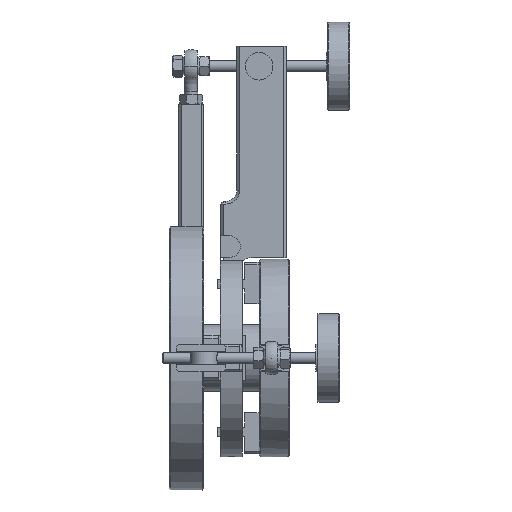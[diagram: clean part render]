
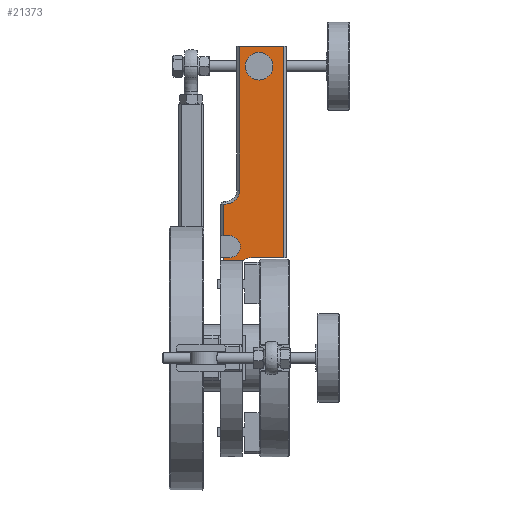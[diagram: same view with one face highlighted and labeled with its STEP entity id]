
A CAD part, left-side view. The second image highlights one B-rep face of the part: STEP entity #21373.
In plain terms, the highlighted planar face has unit normal (-1, 0, 0).
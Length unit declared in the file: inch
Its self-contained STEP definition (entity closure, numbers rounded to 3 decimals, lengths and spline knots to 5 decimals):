
#608 = AXIS2_PLACEMENT_3D ( 'NONE', #18628, #18643, #18645 ) ;
#619 = AXIS2_PLACEMENT_3D ( 'NONE', #18653, #18620, #18624 ) ;
#652 = AXIS2_PLACEMENT_3D ( 'NONE', #18987, #18766, #18695 ) ;
#663 = AXIS2_PLACEMENT_3D ( 'NONE', #19503, #19126, #19123 ) ;
#774 = AXIS2_PLACEMENT_3D ( 'NONE', #18084, #18197, #18086 ) ;
#2530 = LINE ( 'NONE', #20168, #2531 ) ;
#2531 = VECTOR ( 'NONE', #20170, 39.37008 ) ;
#2690 = LINE ( 'NONE', #20522, #2691 ) ;
#2691 = VECTOR ( 'NONE', #20523, 39.37008 ) ;
#6018 = EDGE_LOOP ( 'NONE', ( #15073, #15069, #23107, #15074, #15075, #15076, #15078, #15080, #15082, #15084, #15087, #15089, #15091, #15092 ) ) ;
#6294 = FACE_BOUND ( 'NONE', #6797, .T. ) ;
#6301 = FACE_OUTER_BOUND ( 'NONE', #6018, .T. ) ;
#6797 = EDGE_LOOP ( 'NONE', ( #15094, #15095 ) ) ;
#7185 = CARTESIAN_POINT ( 'NONE',  ( -0.315, -1.187, 3.795 ) ) ;
#7206 = DIRECTION ( 'NONE',  ( 1., 0., 0. ) ) ;
#7208 = DIRECTION ( 'NONE',  ( 0., 0., 1. ) ) ;
#7269 = PLANE ( 'NONE',  #21753 ) ;
#7812 = DIRECTION ( 'NONE',  ( 0., 0., -1. ) ) ;
#7813 = DIRECTION ( 'NONE',  ( -1., 0., 0. ) ) ;
#7814 = CARTESIAN_POINT ( 'NONE',  ( -0.315, -1.937, 6.6 ) ) ;
#9813 = LINE ( 'NONE', #18595, #9814 ) ;
#9814 = VECTOR ( 'NONE', #18602, 39.37008 ) ;
#9819 = CIRCLE ( 'NONE', #619, 0.25 ) ;
#9822 = CIRCLE ( 'NONE', #608, 0.25 ) ;
#9864 = LINE ( 'NONE', #18796, #9865 ) ;
#9865 = VECTOR ( 'NONE', #18764, 39.37008 ) ;
#9867 = CIRCLE ( 'NONE', #652, 0.3125 ) ;
#9902 = CIRCLE ( 'NONE', #663, 0.3125 ) ;
#9919 = VECTOR ( 'NONE', #18217, 39.37008 ) ;
#9922 = LINE ( 'NONE', #18451, #9919 ) ;
#9933 = CIRCLE ( 'NONE', #774, 0.25 ) ;
#9964 = LINE ( 'NONE', #18346, #9965 ) ;
#9965 = VECTOR ( 'NONE', #19030, 39.37008 ) ;
#9986 = LINE ( 'NONE', #18135, #9987 ) ;
#9987 = VECTOR ( 'NONE', #18373, 39.37008 ) ;
#13463 = CIRCLE ( 'NONE', #15297, 0.3125 ) ;
#13670 = LINE ( 'NONE', #18462, #13710 ) ;
#13708 = LINE ( 'NONE', #18431, #13709 ) ;
#13709 = VECTOR ( 'NONE', #18429, 39.37008 ) ;
#13710 = VECTOR ( 'NONE', #18468, 39.37008 ) ;
#13722 = LINE ( 'NONE', #18556, #13723 ) ;
#13723 = VECTOR ( 'NONE', #18558, 39.37008 ) ;
#14128 = CARTESIAN_POINT ( 'NONE',  ( -0.315, -1.4995, 3.795 ) ) ;
#14206 = CARTESIAN_POINT ( 'NONE',  ( -0.315, -1.4995, 7.05 ) ) ;
#14251 = CARTESIAN_POINT ( 'NONE',  ( -0.315, -1.512, 2.52 ) ) ;
#14283 = CARTESIAN_POINT ( 'NONE',  ( -0.315, -1.187, 3.4825 ) ) ;
#14297 = CARTESIAN_POINT ( 'NONE',  ( -0.315, -1.262, 2.77 ) ) ;
#14310 = CARTESIAN_POINT ( 'NONE',  ( -0.315, -1.562, 2.17 ) ) ;
#14365 = CARTESIAN_POINT ( 'NONE',  ( -0.315, -1.1245, 2.27 ) ) ;
#14414 = CARTESIAN_POINT ( 'NONE',  ( -0.315, -1.937, 6.9125 ) ) ;
#14435 = CARTESIAN_POINT ( 'NONE',  ( -0.315, -1.1245, 3.4825 ) ) ;
#14562 = CARTESIAN_POINT ( 'NONE',  ( -0.315, -1.937, 6.2875 ) ) ;
#14594 = CARTESIAN_POINT ( 'NONE',  ( -0.315, -2.4995, 7.05 ) ) ;
#14610 = CARTESIAN_POINT ( 'NONE',  ( -0.315, -1.1245, 2.17 ) ) ;
#14614 = CARTESIAN_POINT ( 'NONE',  ( -0.315, -1.762, 2.27 ) ) ;
#14731 = CARTESIAN_POINT ( 'NONE',  ( -0.315, -1.262, 2.27 ) ) ;
#14735 = CARTESIAN_POINT ( 'NONE',  ( -0.315, -2.4995, 2.27 ) ) ;
#14785 = CARTESIAN_POINT ( 'NONE',  ( -0.315, -1.1245, 2.77 ) ) ;
#15069 = ORIENTED_EDGE ( 'NONE', *, *, #15446, .F. ) ;
#15073 = ORIENTED_EDGE ( 'NONE', *, *, #15457, .F. ) ;
#15074 = ORIENTED_EDGE ( 'NONE', *, *, #15451, .T. ) ;
#15075 = ORIENTED_EDGE ( 'NONE', *, *, #15454, .T. ) ;
#15076 = ORIENTED_EDGE ( 'NONE', *, *, #22888, .T. ) ;
#15078 = ORIENTED_EDGE ( 'NONE', *, *, #22788, .T. ) ;
#15080 = ORIENTED_EDGE ( 'NONE', *, *, #15483, .T. ) ;
#15082 = ORIENTED_EDGE ( 'NONE', *, *, #15580, .T. ) ;
#15084 = ORIENTED_EDGE ( 'NONE', *, *, #15511, .T. ) ;
#15087 = ORIENTED_EDGE ( 'NONE', *, *, #15649, .T. ) ;
#15089 = ORIENTED_EDGE ( 'NONE', *, *, #15525, .T. ) ;
#15091 = ORIENTED_EDGE ( 'NONE', *, *, #15439, .F. ) ;
#15092 = ORIENTED_EDGE ( 'NONE', *, *, #15530, .F. ) ;
#15094 = ORIENTED_EDGE ( 'NONE', *, *, #15293, .F. ) ;
#15095 = ORIENTED_EDGE ( 'NONE', *, *, #15484, .F. ) ;
#15293 = EDGE_CURVE ( 'NONE', #23858, #24006, #13463, .T. ) ;
#15297 = AXIS2_PLACEMENT_3D ( 'NONE', #7814, #7813, #7812 ) ;
#15439 = EDGE_CURVE ( 'NONE', #23741, #24208, #13708, .T. ) ;
#15440 = EDGE_CURVE ( 'NONE', #23809, #24054, #13670, .T. ) ;
#15446 = EDGE_CURVE ( 'NONE', #23809, #24175, #13722, .T. ) ;
#15451 = EDGE_CURVE ( 'NONE', #24054, #23754, #9813, .T. ) ;
#15454 = EDGE_CURVE ( 'NONE', #23754, #24058, #9819, .T. ) ;
#15457 = EDGE_CURVE ( 'NONE', #24175, #23695, #9822, .T. ) ;
#15483 = EDGE_CURVE ( 'NONE', #24038, #23650, #9864, .T. ) ;
#15484 = EDGE_CURVE ( 'NONE', #24006, #23858, #9867, .T. ) ;
#15511 = EDGE_CURVE ( 'NONE', #23621, #23727, #9902, .T. ) ;
#15525 = EDGE_CURVE ( 'NONE', #23879, #24208, #9922, .T. ) ;
#15530 = EDGE_CURVE ( 'NONE', #23695, #23741, #9933, .T. ) ;
#15580 = EDGE_CURVE ( 'NONE', #23650, #23621, #9964, .T. ) ;
#15649 = EDGE_CURVE ( 'NONE', #23727, #23879, #9986, .T. ) ;
#18084 = CARTESIAN_POINT ( 'NONE',  ( -0.315, -1.262, 2.52 ) ) ;
#18086 = DIRECTION ( 'NONE',  ( 0., 1., 0. ) ) ;
#18135 = CARTESIAN_POINT ( 'NONE',  ( -0.315, -1.187, 3.4825 ) ) ;
#18197 = DIRECTION ( 'NONE',  ( -1., 0., 0. ) ) ;
#18217 = DIRECTION ( 'NONE',  ( 0., 0., -1. ) ) ;
#18346 = CARTESIAN_POINT ( 'NONE',  ( -0.315, -1.4995, 3.795 ) ) ;
#18373 = DIRECTION ( 'NONE',  ( 0., 1., 0. ) ) ;
#18429 = DIRECTION ( 'NONE',  ( 0., 1., 0. ) ) ;
#18431 = CARTESIAN_POINT ( 'NONE',  ( -0.315, -1.062, 2.77 ) ) ;
#18451 = CARTESIAN_POINT ( 'NONE',  ( -0.315, -1.1245, 3.795 ) ) ;
#18462 = CARTESIAN_POINT ( 'NONE',  ( -0.315, -1.1245, 3.795 ) ) ;
#18468 = DIRECTION ( 'NONE',  ( 0., 0., -1. ) ) ;
#18556 = CARTESIAN_POINT ( 'NONE',  ( -0.315, -1.262, 2.27 ) ) ;
#18558 = DIRECTION ( 'NONE',  ( 0., -1., 0. ) ) ;
#18595 = CARTESIAN_POINT ( 'NONE',  ( -0.315, -1.062, 2.17 ) ) ;
#18602 = DIRECTION ( 'NONE',  ( 0., -1., 0. ) ) ;
#18620 = DIRECTION ( 'NONE',  ( 1., 0., 0. ) ) ;
#18624 = DIRECTION ( 'NONE',  ( 0., 0., 1. ) ) ;
#18628 = CARTESIAN_POINT ( 'NONE',  ( -0.315, -1.262, 2.52 ) ) ;
#18643 = DIRECTION ( 'NONE',  ( -1., 0., 0. ) ) ;
#18645 = DIRECTION ( 'NONE',  ( 0., 1., 0. ) ) ;
#18653 = CARTESIAN_POINT ( 'NONE',  ( -0.315, -1.762, 2.02 ) ) ;
#18695 = DIRECTION ( 'NONE',  ( 0., 0., -1. ) ) ;
#18764 = DIRECTION ( 'NONE',  ( 0., 1., 0. ) ) ;
#18766 = DIRECTION ( 'NONE',  ( -1., 0., 0. ) ) ;
#18796 = CARTESIAN_POINT ( 'NONE',  ( -0.315, -2.562, 7.05 ) ) ;
#18987 = CARTESIAN_POINT ( 'NONE',  ( -0.315, -1.937, 6.6 ) ) ;
#19030 = DIRECTION ( 'NONE',  ( 0., 0., -1. ) ) ;
#19123 = DIRECTION ( 'NONE',  ( 0., 0., 1. ) ) ;
#19126 = DIRECTION ( 'NONE',  ( 1., 0., 0. ) ) ;
#19503 = CARTESIAN_POINT ( 'NONE',  ( -0.315, -1.187, 3.795 ) ) ;
#20168 = CARTESIAN_POINT ( 'NONE',  ( -0.315, -2.4995, 3.795 ) ) ;
#20170 = DIRECTION ( 'NONE',  ( 0., 0., 1. ) ) ;
#20522 = CARTESIAN_POINT ( 'NONE',  ( -0.315, -1.562, 2.27 ) ) ;
#20523 = DIRECTION ( 'NONE',  ( 0., -1., 0. ) ) ;
#21373 = ADVANCED_FACE ( 'NONE', ( #6301, #6294 ), #7269, .F. ) ;
#21753 = AXIS2_PLACEMENT_3D ( 'NONE', #7185, #7206, #7208 ) ;
#22788 = EDGE_CURVE ( 'NONE', #24179, #24038, #2530, .T. ) ;
#22888 = EDGE_CURVE ( 'NONE', #24058, #24179, #2690, .T. ) ;
#23107 = ORIENTED_EDGE ( 'NONE', *, *, #15440, .T. ) ;
#23621 = VERTEX_POINT ( 'NONE', #14128 ) ;
#23650 = VERTEX_POINT ( 'NONE', #14206 ) ;
#23695 = VERTEX_POINT ( 'NONE', #14251 ) ;
#23727 = VERTEX_POINT ( 'NONE', #14283 ) ;
#23741 = VERTEX_POINT ( 'NONE', #14297 ) ;
#23754 = VERTEX_POINT ( 'NONE', #14310 ) ;
#23809 = VERTEX_POINT ( 'NONE', #14365 ) ;
#23858 = VERTEX_POINT ( 'NONE', #14414 ) ;
#23879 = VERTEX_POINT ( 'NONE', #14435 ) ;
#24006 = VERTEX_POINT ( 'NONE', #14562 ) ;
#24038 = VERTEX_POINT ( 'NONE', #14594 ) ;
#24054 = VERTEX_POINT ( 'NONE', #14610 ) ;
#24058 = VERTEX_POINT ( 'NONE', #14614 ) ;
#24175 = VERTEX_POINT ( 'NONE', #14731 ) ;
#24179 = VERTEX_POINT ( 'NONE', #14735 ) ;
#24208 = VERTEX_POINT ( 'NONE', #14785 ) ;
